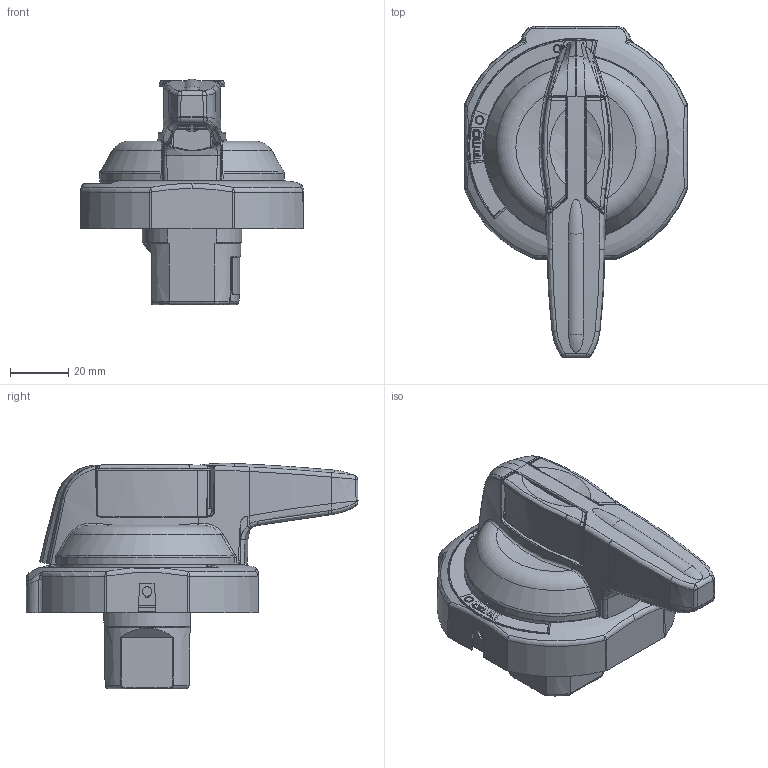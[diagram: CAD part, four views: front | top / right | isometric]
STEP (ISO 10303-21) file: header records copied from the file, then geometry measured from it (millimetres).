
FILE_DESCRIPTION((''),'2;1');
FILE_NAME('10000172475_ASM','2012-05-16T',('EByaliy'),('Rockwell Automation'),'PRO/ENGINEER BY PARAMETRIC TECHNOLOGY CORPORATION, 2010140','PRO/ENGINEER BY PARAMETRIC TECHNOLOGY CORPORATION, 2010140','');
FILE_SCHEMA(('AUTOMOTIVE_DESIGN { 1 2 10303 214 0 1 1 1 }'));
Products named in the file (14): 10000152984; 10000152986; 10000155457; 10000152990; 10000154088; 22182-524-01; 10000152991; 10000163643; 10000152989; 10000152997; 10000159370; 10000163593; 10000159226; 10000172475_ASM
Assembly tree (14 placements, depth 2):
  10000172475_ASM
    10000152984
    10000152986
    10000155457
    10000152990
    10000154088
    22182-524-01  x2
    10000152991
    10000163643
    10000152989
    10000152997
    10000159370
    10000163593
    10000159226
Bounding box: 76.78 x 113.95 x 77.39 mm (x, y, z)
Volume: 101181.5 mm3; surface area: 91093.9 mm2
Topology: 14 solids, 14 shells, 3902 faces, 10183 edges, 6377 vertices
Faces by surface type: plane 1716, cylinder 662, bspline 654, cone 569, torus 250, sphere 49, extrusion 2
Entity records: 184539 total; most frequent: CARTESIAN_POINT 63346, ORIENTED_EDGE 20266, DIRECTION 16426, PRESENTATION_STYLE_ASSIGNMENT 10184, STYLED_ITEM 10146, CURVE_STYLE 10133, EDGE_CURVE 10133, VERTEX_POINT 6345
